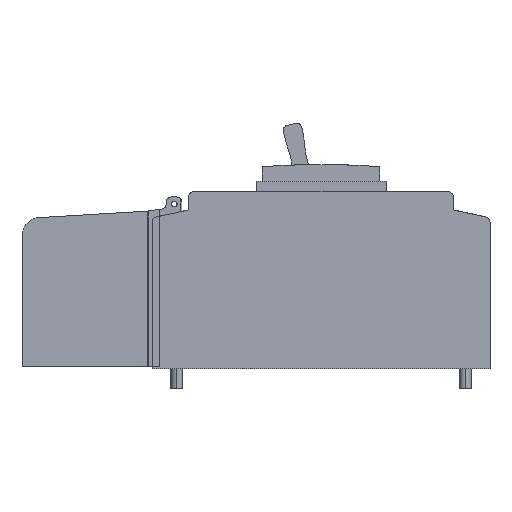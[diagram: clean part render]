
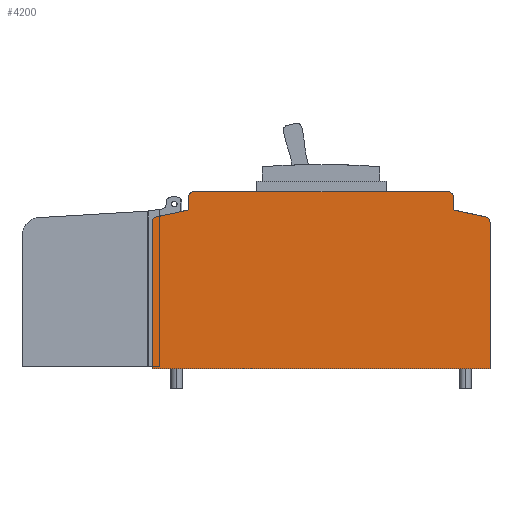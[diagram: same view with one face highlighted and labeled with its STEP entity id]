
A CAD part, left-side view. The second image highlights one B-rep face of the part: STEP entity #4200.
In plain terms, the highlighted planar face has unit normal (-1, 0, 0).
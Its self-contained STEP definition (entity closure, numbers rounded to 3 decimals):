
#3130=CARTESIAN_POINT('',(12.5,381.1,0.));
#3140=DIRECTION('',(1.,-0.,0.));
#3150=DIRECTION('',(0.,0.,-1.));
#3160=AXIS2_PLACEMENT_3D('',#3130,#3140,#3150);
#3170=PLANE('',#3160);
#3180=CARTESIAN_POINT('',(12.5,395.1,0.));
#3190=DIRECTION('',(0.,0.,-1.));
#3200=VECTOR('',#3190,1.);
#3210=LINE('',#3180,#3200);
#3220=CARTESIAN_POINT('',(12.5,395.1,-15.617));
#3230=VERTEX_POINT('',#3220);
#3240=CARTESIAN_POINT('',(12.5,395.1,-72.));
#3250=VERTEX_POINT('',#3240);
#3260=EDGE_CURVE('',#3230,#3250,#3210,.T.);
#3270=ORIENTED_EDGE('',*,*,#3260,.T.);
#3280=CARTESIAN_POINT('',(12.5,393.1,-15.617));
#3290=DIRECTION('',(1.,0.,0.));
#3300=DIRECTION('',(0.,0.,-1.));
#3310=AXIS2_PLACEMENT_3D('',#3280,#3290,#3300);
#3320=CIRCLE('',#3310,2.);
#3330=CARTESIAN_POINT('',(12.5,393.519,-13.661));
#3340=VERTEX_POINT('',#3330);
#3350=EDGE_CURVE('',#3230,#3340,#3320,.T.);
#3360=ORIENTED_EDGE('',*,*,#3350,.F.);
#3370=CARTESIAN_POINT('',(12.5,0.,70.664));
#3380=DIRECTION('',(0.,-0.978,0.21));
#3390=VECTOR('',#3380,1.);
#3400=LINE('',#3370,#3390);
#3410=CARTESIAN_POINT('',(12.5,381.1,-11.));
#3420=VERTEX_POINT('',#3410);
#3430=EDGE_CURVE('',#3340,#3420,#3400,.T.);
#3440=ORIENTED_EDGE('',*,*,#3430,.F.);
#3450=CARTESIAN_POINT('',(12.5,381.1,0.));
#3460=DIRECTION('',(0.,0.,-1.));
#3470=VECTOR('',#3460,1.);
#3480=LINE('',#3450,#3470);
#3490=CARTESIAN_POINT('',(12.5,381.1,-6.));
#3500=VERTEX_POINT('',#3490);
#3510=EDGE_CURVE('',#3500,#3420,#3480,.T.);
#3520=ORIENTED_EDGE('',*,*,#3510,.T.);
#3530=CARTESIAN_POINT('',(12.5,379.1,-6.));
#3540=DIRECTION('',(-1.,0.,0.));
#3550=DIRECTION('',(0.,1.,0.));
#3560=AXIS2_PLACEMENT_3D('',#3530,#3540,#3550);
#3570=CIRCLE('',#3560,2.);
#3580=CARTESIAN_POINT('',(12.5,379.1,-4.));
#3590=VERTEX_POINT('',#3580);
#3600=EDGE_CURVE('',#3590,#3500,#3570,.T.);
#3610=ORIENTED_EDGE('',*,*,#3600,.T.);
#3620=CARTESIAN_POINT('',(12.5,0.,-4.));
#3630=DIRECTION('',(0.,-1.,0.));
#3640=VECTOR('',#3630,1.);
#3650=LINE('',#3620,#3640);
#3660=CARTESIAN_POINT('',(12.5,281.1,-4.));
#3670=VERTEX_POINT('',#3660);
#3680=EDGE_CURVE('',#3590,#3670,#3650,.T.);
#3690=ORIENTED_EDGE('',*,*,#3680,.F.);
#3700=CARTESIAN_POINT('',(12.5,281.1,-6.));
#3710=DIRECTION('',(1.,0.,0.));
#3720=DIRECTION('',(0.,-1.,0.));
#3730=AXIS2_PLACEMENT_3D('',#3700,#3710,#3720);
#3740=CIRCLE('',#3730,2.);
#3750=CARTESIAN_POINT('',(12.5,279.1,-6.));
#3760=VERTEX_POINT('',#3750);
#3770=EDGE_CURVE('',#3670,#3760,#3740,.T.);
#3780=ORIENTED_EDGE('',*,*,#3770,.F.);
#3790=CARTESIAN_POINT('',(12.5,279.1,0.));
#3800=DIRECTION('',(0.,0.,1.));
#3810=VECTOR('',#3800,1.);
#3820=LINE('',#3790,#3810);
#3830=CARTESIAN_POINT('',(12.5,279.1,-11.));
#3840=VERTEX_POINT('',#3830);
#3850=EDGE_CURVE('',#3840,#3760,#3820,.T.);
#3860=ORIENTED_EDGE('',*,*,#3850,.T.);
#3870=CARTESIAN_POINT('',(12.5,0.,-70.807));
#3880=DIRECTION('',(0.,-0.978,-0.21));
#3890=VECTOR('',#3880,1.);
#3900=LINE('',#3870,#3890);
#3910=CARTESIAN_POINT('',(12.5,266.681,-13.661));
#3920=VERTEX_POINT('',#3910);
#3930=EDGE_CURVE('',#3840,#3920,#3900,.T.);
#3940=ORIENTED_EDGE('',*,*,#3930,.F.);
#3950=CARTESIAN_POINT('',(12.5,267.1,-15.617));
#3960=DIRECTION('',(-1.,0.,0.));
#3970=DIRECTION('',(0.,0.,1.));
#3980=AXIS2_PLACEMENT_3D('',#3950,#3960,#3970);
#3990=CIRCLE('',#3980,2.);
#4000=CARTESIAN_POINT('',(12.5,265.1,-15.617));
#4010=VERTEX_POINT('',#4000);
#4020=EDGE_CURVE('',#4010,#3920,#3990,.T.);
#4030=ORIENTED_EDGE('',*,*,#4020,.T.);
#4040=CARTESIAN_POINT('',(12.5,265.1,0.));
#4050=DIRECTION('',(0.,0.,-1.));
#4060=VECTOR('',#4050,1.);
#4070=LINE('',#4040,#4060);
#4080=CARTESIAN_POINT('',(12.5,265.1,-72.));
#4090=VERTEX_POINT('',#4080);
#4100=EDGE_CURVE('',#4010,#4090,#4070,.T.);
#4110=ORIENTED_EDGE('',*,*,#4100,.F.);
#4120=CARTESIAN_POINT('',(12.5,0.,-72.));
#4130=DIRECTION('',(0.,1.,0.));
#4140=VECTOR('',#4130,1.);
#4150=LINE('',#4120,#4140);
#4160=EDGE_CURVE('',#4090,#3250,#4150,.T.);
#4170=ORIENTED_EDGE('',*,*,#4160,.F.);
#4180=EDGE_LOOP('',(#4170,#4110,#4030,#3940,#3860,#3780,#3690,#3610,
#3520,#3440,#3360,#3270));
#4190=FACE_OUTER_BOUND('',#4180,.T.);
#4200=ADVANCED_FACE('',(#4190),#3170,.F.);
